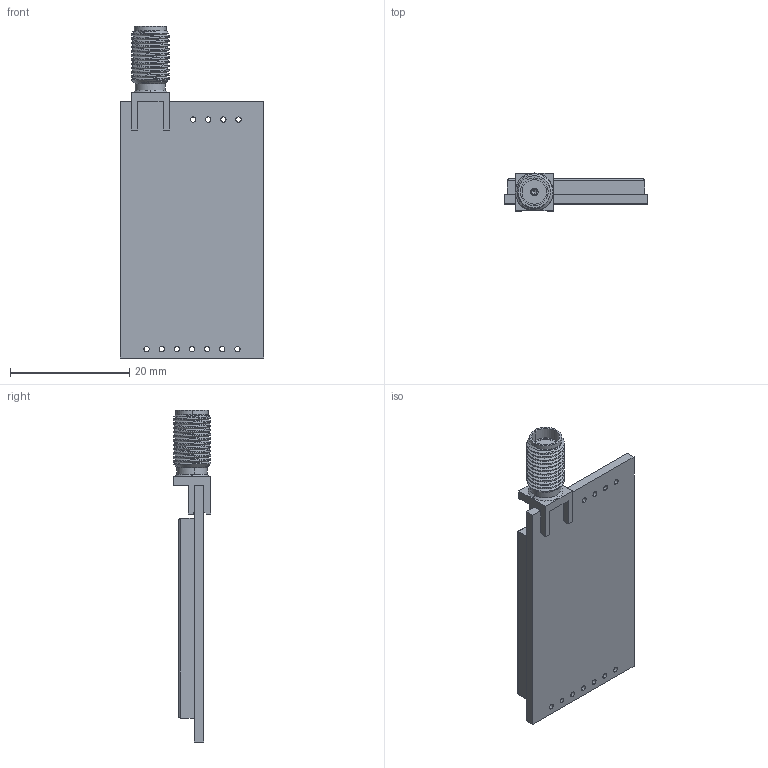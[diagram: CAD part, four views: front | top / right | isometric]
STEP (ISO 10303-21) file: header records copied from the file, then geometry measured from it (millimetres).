
FILE_DESCRIPTION (( 'STEP AP214' ), '1' );
FILE_NAME ('E32-868T30D_Module_Assembly.STEP', '2021-12-12T22:21:27', ( 'Doðukan' ), ( '' ), 'SwSTEP 2.0', 'SolidWorks 2019', '' );
FILE_SCHEMA (( 'AUTOMOTIVE_DESIGN' ));
Length unit declared in the file: millimetre
Products named in the file (3): SMA-K Connector_Varsay考an; Board_Varsay考an; E32-868T30D_Module_Assembly
Assembly tree (2 placements, depth 2):
  E32-868T30D_Module_Assembly
    Board_Varsay考an
    SMA-K Connector_Varsay考an
Bounding box: 24 x 6.35 x 55.7 mm (x, y, z)
Volume: 3990.8 mm3; surface area: 3156.6 mm2
Topology: 2 solids, 2 shells, 126 faces, 384 edges, 269 vertices
Faces by surface type: cylinder 66, plane 42, cone 16, bspline 2
Entity records: 6846 total; most frequent: CARTESIAN_POINT 2996, ORIENTED_EDGE 764, DIRECTION 629, EDGE_CURVE 382, VERTEX_POINT 269, AXIS2_PLACEMENT_3D 229, VECTOR 171, LINE 171
